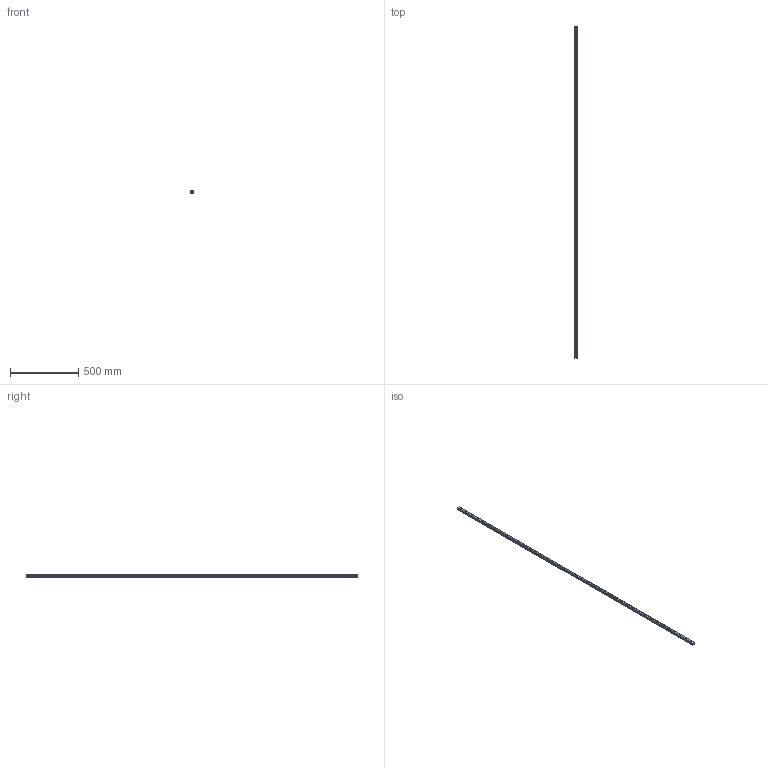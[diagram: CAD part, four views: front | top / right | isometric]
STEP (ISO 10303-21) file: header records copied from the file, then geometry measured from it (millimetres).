
FILE_DESCRIPTION(('STEP AP214'),'1');
FILE_NAME('cctmp_77741E24-A711-4734-ABCD-728FB8EAAB81_2020_5_18_12_22_30_790..stp','2020-05-18T10:22:31',('HIWIN GmbH'),('CADClick - www.CADClick.com'),'Spatial InterOp 3D',' ','unknown authorization');
FILE_SCHEMA(('AUTOMOTIVE_DESIGN'));
Length unit declared in the file: millimetre
Products named in the file (1): HGR20R2440H_FILE
Bounding box: 20 x 2440 x 17.5 mm (x, y, z)
Volume: 697306 mm3; surface area: 207175.9 mm2
Topology: 1 solids, 1 shells, 476 faces, 1041 edges, 694 vertices
Faces by surface type: cylinder 268, plane 208
Entity records: 17113 total; most frequent: DIRECTION 2531, CARTESIAN_POINT 2212, ORIENTED_EDGE 2082, EDGE_CURVE 1041, AXIS2_PLACEMENT_3D 1013, VERTEX_POINT 694, EDGE_LOOP 603, CIRCLE 536
